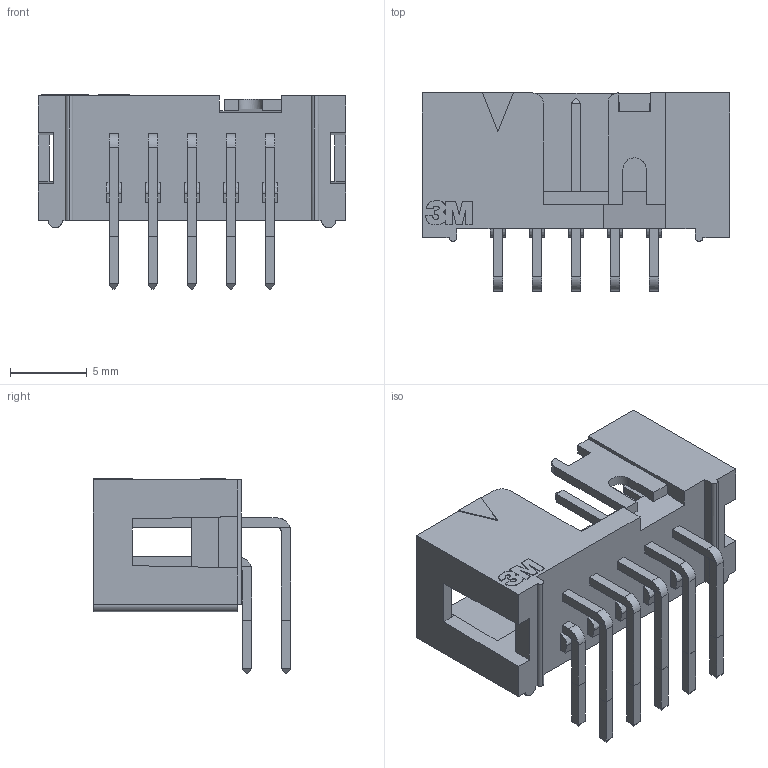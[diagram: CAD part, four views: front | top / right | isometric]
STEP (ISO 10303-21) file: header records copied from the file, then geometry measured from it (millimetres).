
FILE_DESCRIPTION((''),'2;1');
FILE_NAME('3M_N2510-5002RB.stp','2008-10-28T09:55:54',(''),(''),'Mechanical Desktop 2006','Mechanical Desktop 2006',', , ');
FILE_SCHEMA(('AUTOMOTIVE_DESIGN { 1 2 10303 214 0 1 1 1 }'));
Length unit declared in the file: millimetre
Products named in the file (1): 3M_N2510-5002RB
Bounding box: 20.02 x 12.87 x 12.62 mm (x, y, z)
Surface area: 1544.7 mm2 (no closed solid volume)
Topology: 0 solids, 0 shells, 387 faces, 2107 edges, 2107 vertices
Faces by surface type: bspline 387
Entity records: 29065 total; most frequent: CARTESIAN_POINT 19192, QUASI_UNIFORM_CURVE 4053, PCURVE 2072, COMPOSITE_CURVE_SEGMENT 2072, OUTER_BOUNDARY_CURVE 387, CURVE_BOUNDED_SURFACE 387, STYLED_ITEM 387, B_SPLINE_SURFACE_WITH_KNOTS 345
